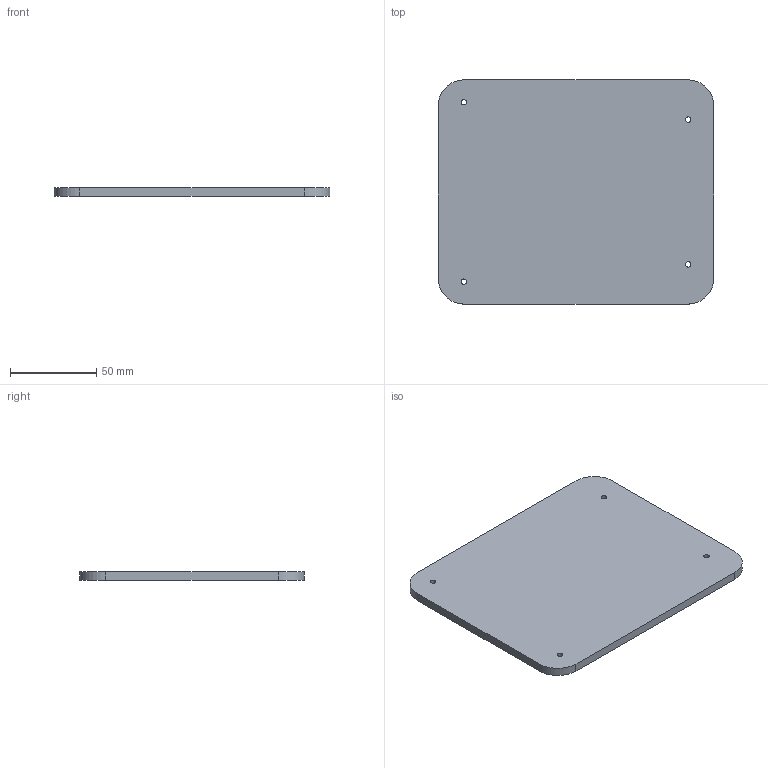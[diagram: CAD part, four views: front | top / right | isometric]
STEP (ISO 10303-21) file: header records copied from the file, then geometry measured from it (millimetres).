
FILE_DESCRIPTION(/* description */ ('Unknown'),/* implementation_level */ '2;1');
FILE_NAME(/* name */ 'second_floor_v2.1',/* time_stamp */ '2020-03-13T11:52:29+02:00',/* author */ ('Unknown'),/* organization */ ('Unknown'),/* preprocessor_version */ 'ST-DEVELOPER v16.7',/* originating_system */ 'DEX',/* authorisation */ $);
FILE_SCHEMA (('AUTOMOTIVE_DESIGN {1 0 10303 214 3 1 1}'));
Length unit declared in the file: millimetre
Products named in the file (1): second_floor_v2.1
Bounding box: 160 x 130 x 5 mm (x, y, z)
Volume: 102883.3 mm3; surface area: 44119.4 mm2
Topology: 1 solids, 1 shells, 14 faces, 36 edges, 24 vertices
Faces by surface type: cylinder 8, plane 6
Full cylindrical faces by diameter (mm): 3.1 x4
Entity records: 462 total; most frequent: DIRECTION 78, CARTESIAN_POINT 71, ORIENTED_EDGE 64, EDGE_CURVE 32, AXIS2_PLACEMENT_3D 31, EDGE_LOOP 26, FACE_BOUND 26, VERTEX_POINT 24
